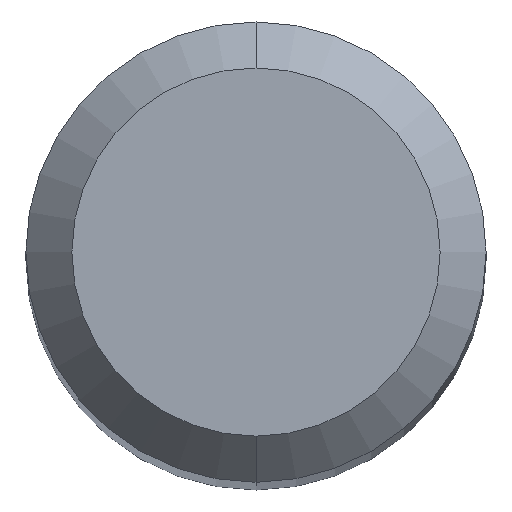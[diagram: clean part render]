
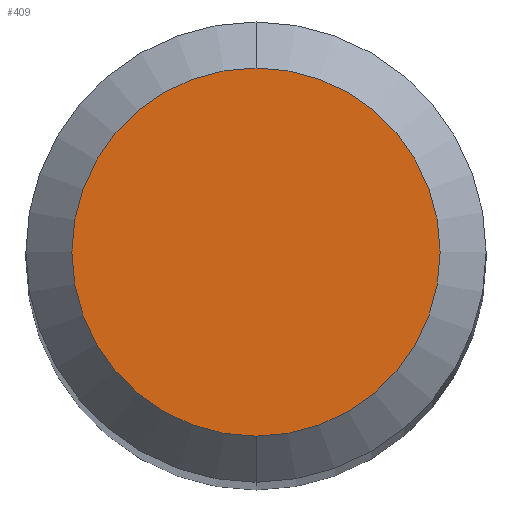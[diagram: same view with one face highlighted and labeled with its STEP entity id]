
A CAD part, top view. The second image highlights one B-rep face of the part: STEP entity #409.
In plain terms, the highlighted planar face has unit normal (0, 0, 1).
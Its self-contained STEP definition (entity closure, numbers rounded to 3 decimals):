
#271=VERTEX_POINT('',#588);
#283=EDGE_CURVE('',#271,#335,#600,.T.);
#309=EDGE_CURVE('',#335,#271,#628,.T.);
#335=VERTEX_POINT('',#655);
#409=ADVANCED_FACE('',(#738),#739,.T.);
#588=CARTESIAN_POINT('',(0.,-1.2,0.0));
#600=CIRCLE('',#1056,1.2);
#628=CIRCLE('',#1106,1.2);
#655=CARTESIAN_POINT('',(0.0,1.2,0.0));
#738=FACE_OUTER_BOUND('',#1335,.T.);
#739=PLANE('',#1336);
#1056=AXIS2_PLACEMENT_3D('',#1570,#1571,#1572);
#1106=AXIS2_PLACEMENT_3D('',#1599,#1600,#1601);
#1335=EDGE_LOOP('',(#1723,#1724));
#1336=AXIS2_PLACEMENT_3D('',#1725,#1726,#1727);
#1570=CARTESIAN_POINT('',(0.0,0.0,0.0));
#1571=DIRECTION('',(0.0,0.0,-1.0));
#1572=DIRECTION('',(0.0,1.0,0.0));
#1599=CARTESIAN_POINT('',(0.0,0.0,0.0));
#1600=DIRECTION('',(0.0,0.0,-1.0));
#1601=DIRECTION('',(0.0,1.0,0.0));
#1723=ORIENTED_EDGE('',*,*,#309,.F.);
#1724=ORIENTED_EDGE('',*,*,#283,.F.);
#1725=CARTESIAN_POINT('',(0.0,0.6,0.0));
#1726=DIRECTION('',(-0.0,0.0,1.0));
#1727=DIRECTION('',(0.0,-1.0,0.0));
